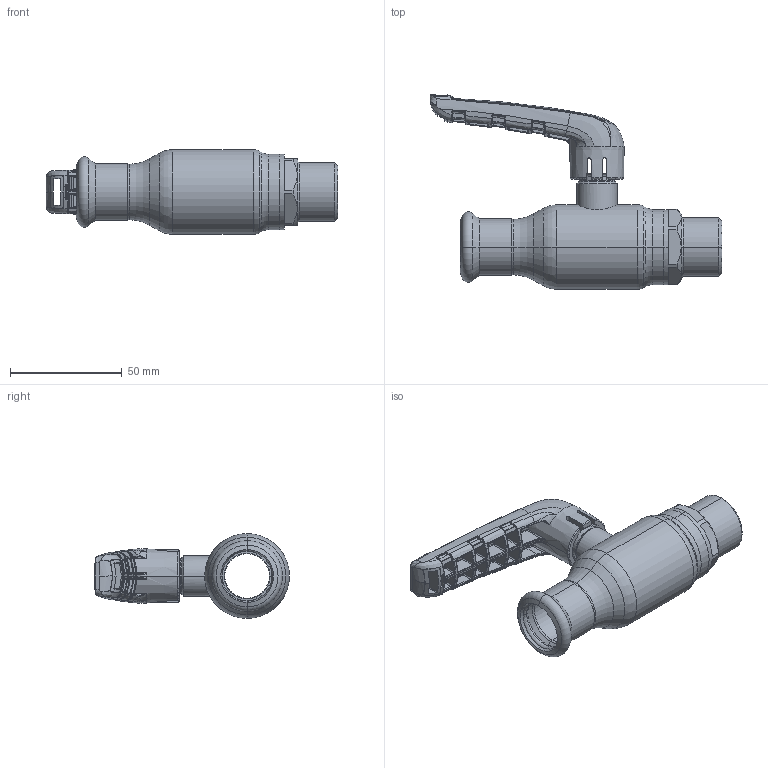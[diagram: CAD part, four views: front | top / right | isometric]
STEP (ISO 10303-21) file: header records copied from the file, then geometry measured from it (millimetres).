
FILE_DESCRIPTION (( 'STEP AP214' ), '1' );
FILE_NAME ('2020001200-xxxx.step', '2019-05-09T11:07:16', ( '' ), ( '' ), 'SwSTEP 2.0', 'SolidWorks 2017', '' );
FILE_SCHEMA (( 'AUTOMOTIVE_DESIGN' ));
Length unit declared in the file: millimetre
Products named in the file (1): 2020001200-xxxx
Bounding box: 130.78 x 87.38 x 38 mm (x, y, z)
Surface area: 27508.9 mm2 (no closed solid volume)
Topology: 0 solids, 9 shells, 814 faces, 2453 edges, 1540 vertices
Faces by surface type: bspline 661, plane 61, cylinder 36, cone 31, torus 23, sphere 2
Entity records: 58746 total; most frequent: CARTESIAN_POINT 33914, ORIENTED_EDGE 4171, EDGE_CURVE 2415, B_SPLINE_CURVE_WITH_KNOTS 1671, DIRECTION 1608, VERTEX_POINT 1536, EDGE_LOOP 837, UNCERTAINTY_MEASURE_WITH_UNIT 816
